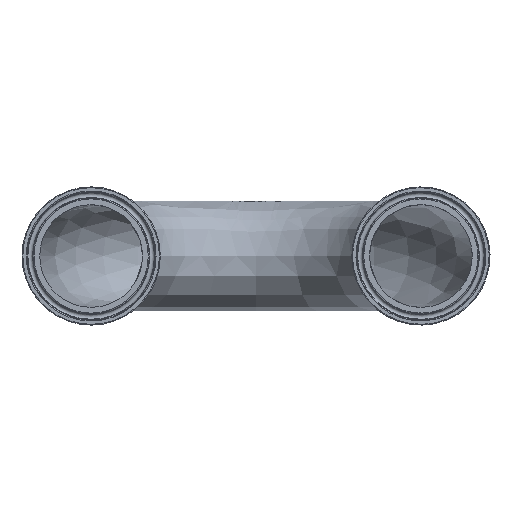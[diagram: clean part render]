
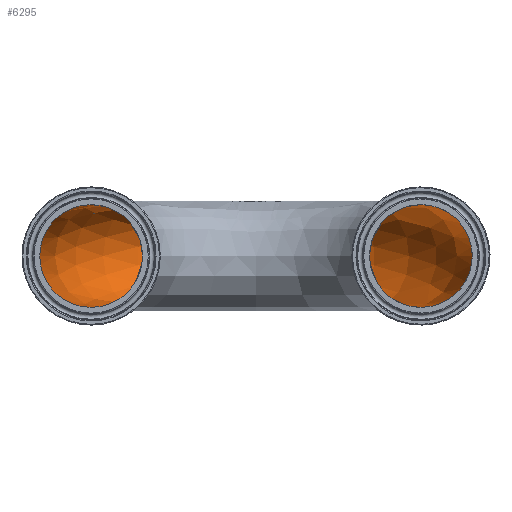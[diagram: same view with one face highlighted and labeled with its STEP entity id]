
A CAD part, left-side view. The second image highlights one B-rep face of the part: STEP entity #6295.
In plain terms, the highlighted free-form (B-spline) face has degree [2, 2] with [9, 5] control points.
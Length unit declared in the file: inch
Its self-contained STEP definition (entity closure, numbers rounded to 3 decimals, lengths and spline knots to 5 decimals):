
#49=CIRCLE('',#6483,0.935);
#50=CIRCLE('',#6484,2.065);
#51=CIRCLE('',#6485,0.935);
#1374=FACE_OUTER_BOUND('',#1752,.T.);
#1752=EDGE_LOOP('',(#5657,#5658,#5659,#5660));
#2920=VERTEX_POINT('',#15695);
#2921=VERTEX_POINT('',#15697);
#3855=EDGE_CURVE('',#2920,#2920,#49,.T.);
#3856=EDGE_CURVE('',#2920,#2921,#50,.T.);
#3857=EDGE_CURVE('',#2921,#2921,#51,.T.);
#5657=ORIENTED_EDGE('',*,*,#3855,.F.);
#5658=ORIENTED_EDGE('',*,*,#3856,.T.);
#5659=ORIENTED_EDGE('',*,*,#3857,.F.);
#5660=ORIENTED_EDGE('',*,*,#3856,.F.);
#5929=(
BOUNDED_SURFACE()
B_SPLINE_SURFACE(2,2,((#15650,#15651,#15652,#15653,#15654),(#15655,#15656,
#15657,#15658,#15659),(#15660,#15661,#15662,#15663,#15664),(#15665,#15666,
#15667,#15668,#15669),(#15670,#15671,#15672,#15673,#15674),(#15675,#15676,
#15677,#15678,#15679),(#15680,#15681,#15682,#15683,#15684),(#15685,#15686,
#15687,#15688,#15689),(#15690,#15691,#15692,#15693,#15694)),
 .UNSPECIFIED.,.T.,.F.,.F.)
B_SPLINE_SURFACE_WITH_KNOTS((3,2,2,2,3),(3,2,3),(-3.14159,-1.5708,
0.,1.5708,3.14159),(0.,1.5708,3.14159),
 .UNSPECIFIED.)
GEOMETRIC_REPRESENTATION_ITEM()
RATIONAL_B_SPLINE_SURFACE(((1.,0.707,1.,0.707,1.),
(0.707,0.5,0.707,0.5,
0.707),(1.,0.707,1.,0.707,1.),(0.707,
0.5,0.707,0.5,0.707),
(1.,0.707,1.,0.707,1.),(0.707,0.5,
0.707,0.5,0.707),(1.,0.707,
1.,0.707,1.),(0.707,0.5,0.707,
0.5,0.707),(1.,0.707,1.,0.707,
1.)))
REPRESENTATION_ITEM('')
SURFACE()
);
#6295=ADVANCED_FACE('',(#1374),#5929,.F.);
#6483=AXIS2_PLACEMENT_3D('',#15696,#7168,#7169);
#6484=AXIS2_PLACEMENT_3D('',#15698,#7170,#7171);
#6485=AXIS2_PLACEMENT_3D('',#15699,#7172,#7173);
#7168=DIRECTION('center_axis',(1.,0.,0.));
#7169=DIRECTION('ref_axis',(0.,1.,0.));
#7170=DIRECTION('center_axis',(0.,0.,
-1.));
#7171=DIRECTION('ref_axis',(0.,1.,0.));
#7172=DIRECTION('center_axis',(1.,0.,0.));
#7173=DIRECTION('ref_axis',(0.,-1.,0.));
#15650=CARTESIAN_POINT('Ctrl Pts',(0.5,-0.935,0.));
#15651=CARTESIAN_POINT('Ctrl Pts',(2.565,-0.935,0.));
#15652=CARTESIAN_POINT('Ctrl Pts',(2.565,-3.,0.));
#15653=CARTESIAN_POINT('Ctrl Pts',(2.565,-5.065,0.));
#15654=CARTESIAN_POINT('Ctrl Pts',(0.5,-5.065,0.));
#15655=CARTESIAN_POINT('Ctrl Pts',(0.5,-0.935,-0.935));
#15656=CARTESIAN_POINT('Ctrl Pts',(2.565,-0.935,-0.935));
#15657=CARTESIAN_POINT('Ctrl Pts',(2.565,-3.,-0.935));
#15658=CARTESIAN_POINT('Ctrl Pts',(2.565,-5.065,-0.935));
#15659=CARTESIAN_POINT('Ctrl Pts',(0.5,-5.065,-0.935));
#15660=CARTESIAN_POINT('Ctrl Pts',(0.5,0.,-0.935));
#15661=CARTESIAN_POINT('Ctrl Pts',(3.5,0.,
-0.935));
#15662=CARTESIAN_POINT('Ctrl Pts',(3.5,-3.,-0.935));
#15663=CARTESIAN_POINT('Ctrl Pts',(3.5,-6.,-0.935));
#15664=CARTESIAN_POINT('Ctrl Pts',(0.5,-6.,-0.935));
#15665=CARTESIAN_POINT('Ctrl Pts',(0.5,0.935,-0.935));
#15666=CARTESIAN_POINT('Ctrl Pts',(4.435,0.935,-0.935));
#15667=CARTESIAN_POINT('Ctrl Pts',(4.435,-3.,-0.935));
#15668=CARTESIAN_POINT('Ctrl Pts',(4.435,-6.935,-0.935));
#15669=CARTESIAN_POINT('Ctrl Pts',(0.5,-6.935,-0.935));
#15670=CARTESIAN_POINT('Ctrl Pts',(0.5,0.935,0.));
#15671=CARTESIAN_POINT('Ctrl Pts',(4.435,0.935,0.));
#15672=CARTESIAN_POINT('Ctrl Pts',(4.435,-3.,0.));
#15673=CARTESIAN_POINT('Ctrl Pts',(4.435,-6.935,0.));
#15674=CARTESIAN_POINT('Ctrl Pts',(0.5,-6.935,0.));
#15675=CARTESIAN_POINT('Ctrl Pts',(0.5,0.935,0.935));
#15676=CARTESIAN_POINT('Ctrl Pts',(4.435,0.935,0.935));
#15677=CARTESIAN_POINT('Ctrl Pts',(4.435,-3.,0.935));
#15678=CARTESIAN_POINT('Ctrl Pts',(4.435,-6.935,0.935));
#15679=CARTESIAN_POINT('Ctrl Pts',(0.5,-6.935,0.935));
#15680=CARTESIAN_POINT('Ctrl Pts',(0.5,0.,0.935));
#15681=CARTESIAN_POINT('Ctrl Pts',(3.5,0.,
0.935));
#15682=CARTESIAN_POINT('Ctrl Pts',(3.5,-3.,0.935));
#15683=CARTESIAN_POINT('Ctrl Pts',(3.5,-6.,0.935));
#15684=CARTESIAN_POINT('Ctrl Pts',(0.5,-6.,0.935));
#15685=CARTESIAN_POINT('Ctrl Pts',(0.5,-0.935,0.935));
#15686=CARTESIAN_POINT('Ctrl Pts',(2.565,-0.935,0.935));
#15687=CARTESIAN_POINT('Ctrl Pts',(2.565,-3.,0.935));
#15688=CARTESIAN_POINT('Ctrl Pts',(2.565,-5.065,0.935));
#15689=CARTESIAN_POINT('Ctrl Pts',(0.5,-5.065,0.935));
#15690=CARTESIAN_POINT('Ctrl Pts',(0.5,-0.935,0.));
#15691=CARTESIAN_POINT('Ctrl Pts',(2.565,-0.935,0.));
#15692=CARTESIAN_POINT('Ctrl Pts',(2.565,-3.,0.));
#15693=CARTESIAN_POINT('Ctrl Pts',(2.565,-5.065,0.));
#15694=CARTESIAN_POINT('Ctrl Pts',(0.5,-5.065,0.));
#15695=CARTESIAN_POINT('',(0.5,-0.935,0.));
#15696=CARTESIAN_POINT('Origin',(0.5,0.,0.));
#15697=CARTESIAN_POINT('',(0.5,-5.065,0.));
#15698=CARTESIAN_POINT('Origin',(0.5,-3.,0.));
#15699=CARTESIAN_POINT('Origin',(0.5,-6.,0.));
